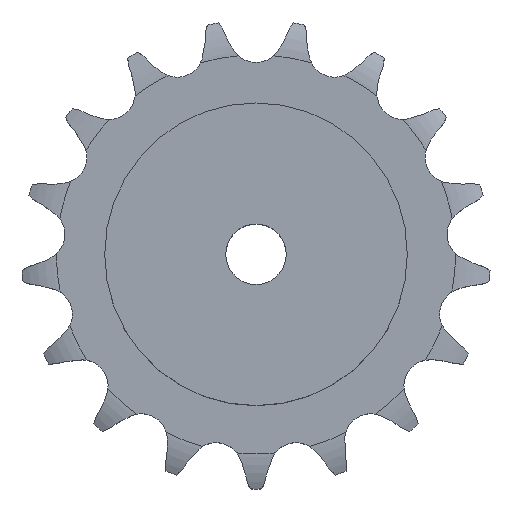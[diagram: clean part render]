
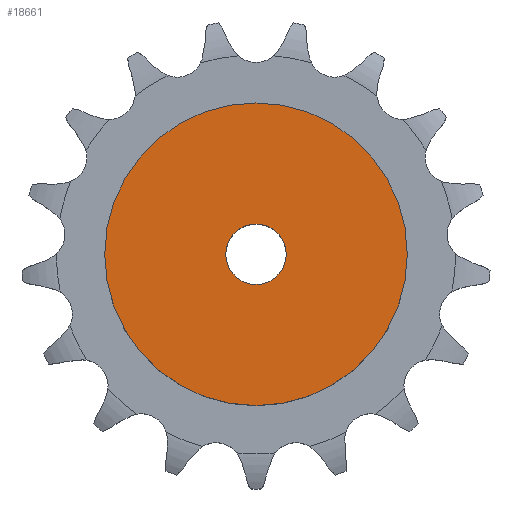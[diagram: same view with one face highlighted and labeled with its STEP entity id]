
A CAD part, top view. The second image highlights one B-rep face of the part: STEP entity #18661.
In plain terms, the highlighted planar face has unit normal (0, 0, 1).
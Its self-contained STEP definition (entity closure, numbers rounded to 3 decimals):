
#2625 = CYLINDRICAL_SURFACE('',#2626,30.);
#2626 = AXIS2_PLACEMENT_3D('',#2627,#2628,#2629);
#2627 = CARTESIAN_POINT('',(0.,0.,0.));
#2628 = DIRECTION('',(-0.,-0.,-1.));
#2629 = DIRECTION('',(1.,0.,0.));
#11986 = VERTEX_POINT('',#11987);
#11987 = CARTESIAN_POINT('',(30.,0.,30.));
#12008 = EDGE_CURVE('',#11986,#11986,#12009,.T.);
#12009 = SURFACE_CURVE('',#12010,(#12015,#12022),.PCURVE_S1.);
#12010 = CIRCLE('',#12011,30.);
#12011 = AXIS2_PLACEMENT_3D('',#12012,#12013,#12014);
#12012 = CARTESIAN_POINT('',(0.,0.,30.));
#12013 = DIRECTION('',(0.,0.,1.));
#12014 = DIRECTION('',(1.,0.,0.));
#12015 = PCURVE('',#2625,#12016);
#12016 = DEFINITIONAL_REPRESENTATION('',(#12017),#12021);
#12017 = LINE('',#12018,#12019);
#12018 = CARTESIAN_POINT('',(-0.,-30.));
#12019 = VECTOR('',#12020,1.);
#12020 = DIRECTION('',(-1.,0.));
#12021 = ( GEOMETRIC_REPRESENTATION_CONTEXT(2) 
PARAMETRIC_REPRESENTATION_CONTEXT() REPRESENTATION_CONTEXT('2D SPACE',''
  ) );
#12022 = PCURVE('',#12023,#12028);
#12023 = PLANE('',#12024);
#12024 = AXIS2_PLACEMENT_3D('',#12025,#12026,#12027);
#12025 = CARTESIAN_POINT('',(0.,0.,30.)
  );
#12026 = DIRECTION('',(0.,0.,1.));
#12027 = DIRECTION('',(1.,0.,0.));
#12028 = DEFINITIONAL_REPRESENTATION('',(#12029),#12033);
#12029 = CIRCLE('',#12030,30.);
#12030 = AXIS2_PLACEMENT_2D('',#12031,#12032);
#12031 = CARTESIAN_POINT('',(0.,0.));
#12032 = DIRECTION('',(1.,0.));
#12033 = ( GEOMETRIC_REPRESENTATION_CONTEXT(2) 
PARAMETRIC_REPRESENTATION_CONTEXT() REPRESENTATION_CONTEXT('2D SPACE',''
  ) );
#15946 = CYLINDRICAL_SURFACE('',#15947,6.);
#15947 = AXIS2_PLACEMENT_3D('',#15948,#15949,#15950);
#15948 = CARTESIAN_POINT('',(0.,0.,149.026));
#15949 = DIRECTION('',(0.,0.,1.));
#15950 = DIRECTION('',(1.,0.,0.));
#18661 = ADVANCED_FACE('',(#18662,#18665),#12023,.T.);
#18662 = FACE_BOUND('',#18663,.T.);
#18663 = EDGE_LOOP('',(#18664));
#18664 = ORIENTED_EDGE('',*,*,#12008,.T.);
#18665 = FACE_BOUND('',#18666,.T.);
#18666 = EDGE_LOOP('',(#18667));
#18667 = ORIENTED_EDGE('',*,*,#18668,.F.);
#18668 = EDGE_CURVE('',#18669,#18669,#18671,.T.);
#18669 = VERTEX_POINT('',#18670);
#18670 = CARTESIAN_POINT('',(6.,0.,30.));
#18671 = SURFACE_CURVE('',#18672,(#18677,#18684),.PCURVE_S1.);
#18672 = CIRCLE('',#18673,6.);
#18673 = AXIS2_PLACEMENT_3D('',#18674,#18675,#18676);
#18674 = CARTESIAN_POINT('',(0.,0.,30.));
#18675 = DIRECTION('',(0.,0.,1.));
#18676 = DIRECTION('',(1.,0.,0.));
#18677 = PCURVE('',#12023,#18678);
#18678 = DEFINITIONAL_REPRESENTATION('',(#18679),#18683);
#18679 = CIRCLE('',#18680,6.);
#18680 = AXIS2_PLACEMENT_2D('',#18681,#18682);
#18681 = CARTESIAN_POINT('',(0.,0.));
#18682 = DIRECTION('',(1.,0.));
#18683 = ( GEOMETRIC_REPRESENTATION_CONTEXT(2) 
PARAMETRIC_REPRESENTATION_CONTEXT() REPRESENTATION_CONTEXT('2D SPACE',''
  ) );
#18684 = PCURVE('',#15946,#18685);
#18685 = DEFINITIONAL_REPRESENTATION('',(#18686),#18690);
#18686 = LINE('',#18687,#18688);
#18687 = CARTESIAN_POINT('',(0.,-119.026));
#18688 = VECTOR('',#18689,1.);
#18689 = DIRECTION('',(1.,0.));
#18690 = ( GEOMETRIC_REPRESENTATION_CONTEXT(2) 
PARAMETRIC_REPRESENTATION_CONTEXT() REPRESENTATION_CONTEXT('2D SPACE',''
  ) );
